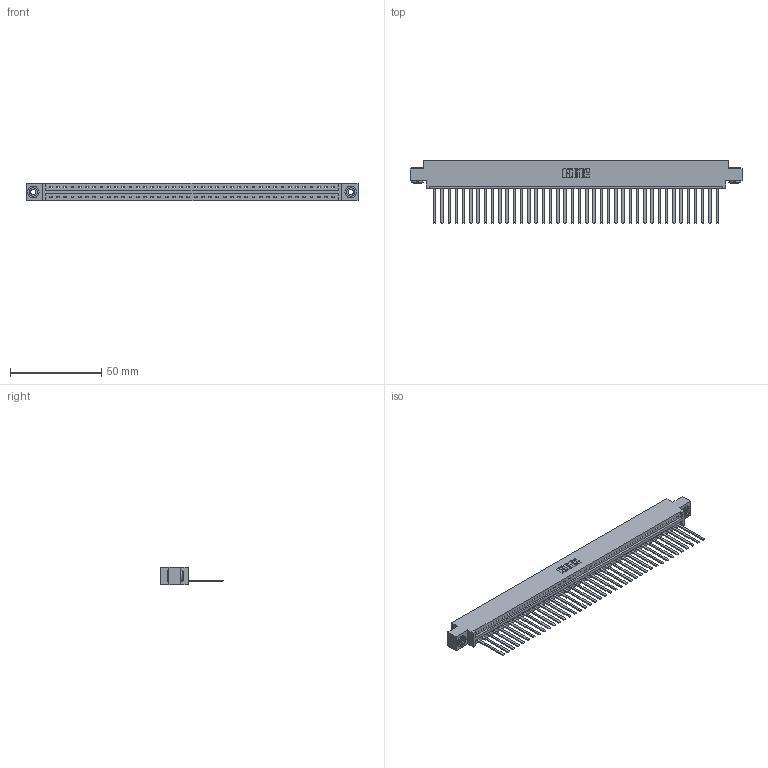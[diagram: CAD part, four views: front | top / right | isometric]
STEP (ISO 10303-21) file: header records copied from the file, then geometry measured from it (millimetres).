
FILE_DESCRIPTION (( 'STEP AP203' ), '1' );
FILE_NAME ('387-040-544-603.STEP', '2018-09-19T16:43:00', ( '' ), ( '' ), 'SwSTEP 2.0', 'SolidWorks 2016', '' );
FILE_SCHEMA (( 'CONFIG_CONTROL_DESIGN' ));
Length unit declared in the file: inch
Products named in the file (4): 337 Part_0.170 Offset - 0.156 Dia-TH; 345-292-001_345-293-144; 345-250-002_345-250-002-102; 387-040-544-603
Assembly tree (43 placements, depth 2):
  387-040-544-603
    337 Part_0.170 Offset - 0.156 Dia-TH
    345-292-001_345-293-144  x40
    345-250-002_345-250-002-102  x2
Bounding box: 181.51 x 34.3 x 9.4 mm (x, y, z)
Volume: 19204.9 mm3; surface area: 21687.3 mm2
Topology: 43 solids, 43 shells, 2396 faces, 7199 edges, 4742 vertices
Faces by surface type: plane 1764, cylinder 624, cone 8
Entity records: 30590 total; most frequent: CARTESIAN_POINT 5305, ORIENTED_EDGE 5274, DIRECTION 4499, EDGE_CURVE 2637, VECTOR 2489, LINE 2489, VERTEX_POINT 1754, AXIS2_PLACEMENT_3D 1005
